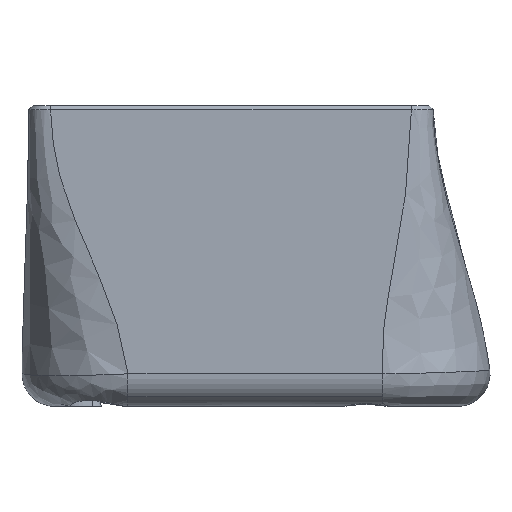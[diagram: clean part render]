
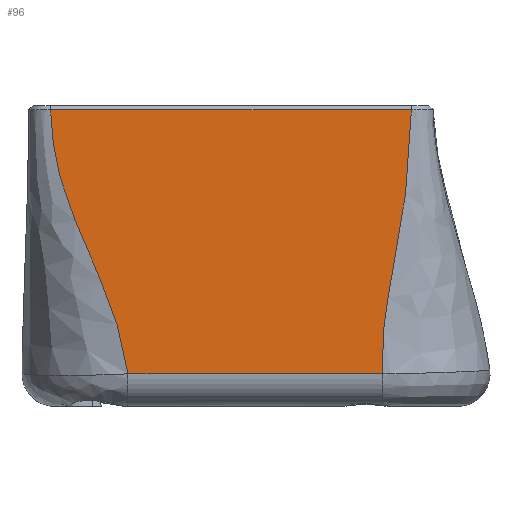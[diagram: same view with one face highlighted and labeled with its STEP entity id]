
A CAD part, left-side view. The second image highlights one B-rep face of the part: STEP entity #96.
In plain terms, the highlighted planar face has unit normal (-1, 0, 0).
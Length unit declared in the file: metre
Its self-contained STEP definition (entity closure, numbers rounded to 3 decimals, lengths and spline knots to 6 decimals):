
#96=ADVANCED_FACE('0:92',(#235),#236,.F.);
#235=FACE_OUTER_BOUND('',#8775,.T.);
#236=PLANE('',#8776);
#8775=EDGE_LOOP('',(#17788,#17789,#17790,#17791));
#8776=AXIS2_PLACEMENT_3D('',#17792,#17793,#17794);
#17788=ORIENTED_EDGE('',*,*,#18220,.F.);
#17789=ORIENTED_EDGE('',*,*,#18242,.F.);
#17790=ORIENTED_EDGE('',*,*,#18114,.F.);
#17791=ORIENTED_EDGE('',*,*,#18240,.F.);
#17792=CARTESIAN_POINT('',(-0.078,-0.0011,-0.117096));
#17793=DIRECTION('',(1.0,0.0,0.0));
#17794=DIRECTION('',(0.0,1.0,0.0));
#18114=EDGE_CURVE('0:383',#18377,#18379,#18380,.T.);
#18220=EDGE_CURVE('0:314',#18558,#18555,#18560,.T.);
#18240=EDGE_CURVE('0:374',#18555,#18377,#18592,.T.);
#18242=EDGE_CURVE('0:380',#18379,#18558,#18594,.T.);
#18377=VERTEX_POINT('',#19724);
#18379=VERTEX_POINT('',#19726);
#18380=LINE('',#19727,#19728);
#18555=VERTEX_POINT('',#20550);
#18558=VERTEX_POINT('',#20569);
#18560=LINE('',#20572,#20573);
#18592=B_SPLINE_CURVE_WITH_KNOTS('',3,(#21099,#21100,#21101,#21102,#21103,#21104,#21105,#21106,#21107,#21108,#21109,#21110,#21111,#21112,#21113,#21114,#21115,#21116,#21117,#21118,#21119,#21120,#21121,#21122,#21123,#21124),.UNSPECIFIED.,.F.,.F.,(4,2,2,2,2,2,2,2,2,2,2,2,4),(-0.029446,-0.028984,-0.028456,-0.0274,-0.023174,-0.018949,-0.014723,-0.010498,-0.008385,-0.006272,-0.004159,-0.003103,-0.002555),.UNSPECIFIED.);
#18594=B_SPLINE_CURVE_WITH_KNOTS('',3,(#21135,#21136,#21137,#21138,#21139,#21140,#21141,#21142,#21143,#21144,#21145,#21146,#21147,#21148,#21149,#21150,#21151,#21152,#21153,#21154),.UNSPECIFIED.,.F.,.F.,(4,2,2,2,2,2,2,2,2,4),(-0.027014,-0.023632,-0.019323,-0.017168,-0.015014,-0.010705,-0.006396,-0.004241,-0.002087,0.),.UNSPECIFIED.);
#19724=CARTESIAN_POINT('',(-0.078,-0.033759,-0.141846));
#19726=CARTESIAN_POINT('',(-0.078,-0.010246,-0.141846));
#19727=CARTESIAN_POINT('',(-0.078,-0.022225,-0.141846));
#19728=VECTOR('',#22151,1.0);
#20550=CARTESIAN_POINT('',(-0.078,-0.036399,-0.117496));
#20569=CARTESIAN_POINT('',(-0.078,-0.003104,-0.117496));
#20572=CARTESIAN_POINT('',(-0.078,-0.0023,-0.117496));
#20573=VECTOR('',#22315,1.0);
#21099=CARTESIAN_POINT('',(-0.078,-0.0364,-0.117096));
#21100=CARTESIAN_POINT('',(-0.078,-0.0364,-0.11725));
#21101=CARTESIAN_POINT('',(-0.078,-0.036399,-0.117404));
#21102=CARTESIAN_POINT('',(-0.078,-0.036397,-0.117735));
#21103=CARTESIAN_POINT('',(-0.078,-0.036395,-0.117911));
#21104=CARTESIAN_POINT('',(-0.078,-0.036386,-0.118439));
#21105=CARTESIAN_POINT('',(-0.078,-0.036377,-0.11879));
#21106=CARTESIAN_POINT('',(-0.078,-0.036319,-0.120542));
#21107=CARTESIAN_POINT('',(-0.078,-0.036225,-0.12192));
#21108=CARTESIAN_POINT('',(-0.078,-0.035954,-0.124627));
#21109=CARTESIAN_POINT('',(-0.078,-0.035774,-0.12595));
#21110=CARTESIAN_POINT('',(-0.078,-0.03536,-0.128542));
#21111=CARTESIAN_POINT('',(-0.078,-0.035126,-0.129812));
#21112=CARTESIAN_POINT('',(-0.078,-0.034666,-0.132324));
#21113=CARTESIAN_POINT('',(-0.078,-0.034442,-0.133565));
#21114=CARTESIAN_POINT('',(-0.078,-0.034157,-0.135404));
#21115=CARTESIAN_POINT('',(-0.078,-0.034066,-0.135998));
#21116=CARTESIAN_POINT('',(-0.078,-0.0339,-0.13714));
#21117=CARTESIAN_POINT('',(-0.078,-0.033825,-0.137688));
#21118=CARTESIAN_POINT('',(-0.078,-0.033726,-0.138853));
#21119=CARTESIAN_POINT('',(-0.078,-0.0337,-0.139457));
#21120=CARTESIAN_POINT('',(-0.078,-0.033711,-0.140498));
#21121=CARTESIAN_POINT('',(-0.078,-0.033722,-0.140866));
#21122=CARTESIAN_POINT('',(-0.078,-0.033743,-0.141443));
#21123=CARTESIAN_POINT('',(-0.078,-0.033751,-0.141642));
#21124=CARTESIAN_POINT('',(-0.078,-0.033759,-0.141846));
#21135=CARTESIAN_POINT('',(-0.078,-0.010246,-0.141846));
#21136=CARTESIAN_POINT('',(-0.078,-0.010099,-0.140734));
#21137=CARTESIAN_POINT('',(-0.078,-0.009878,-0.139633));
#21138=CARTESIAN_POINT('',(-0.078,-0.009252,-0.137219));
#21139=CARTESIAN_POINT('',(-0.078,-0.008812,-0.13593));
#21140=CARTESIAN_POINT('',(-0.078,-0.008083,-0.134066));
#21141=CARTESIAN_POINT('',(-0.078,-0.007829,-0.133453));
#21142=CARTESIAN_POINT('',(-0.078,-0.007309,-0.132215));
#21143=CARTESIAN_POINT('',(-0.078,-0.007044,-0.131589));
#21144=CARTESIAN_POINT('',(-0.078,-0.006248,-0.129723));
#21145=CARTESIAN_POINT('',(-0.078,-0.005716,-0.128506));
#21146=CARTESIAN_POINT('',(-0.078,-0.00474,-0.126114));
#21147=CARTESIAN_POINT('',(-0.078,-0.004297,-0.124916));
#21148=CARTESIAN_POINT('',(-0.078,-0.00377,-0.122896));
#21149=CARTESIAN_POINT('',(-0.078,-0.003617,-0.122188));
#21150=CARTESIAN_POINT('',(-0.078,-0.003365,-0.120711));
#21151=CARTESIAN_POINT('',(-0.078,-0.003267,-0.119943));
#21152=CARTESIAN_POINT('',(-0.078,-0.003135,-0.118488));
#21153=CARTESIAN_POINT('',(-0.078,-0.0031,-0.117797));
#21154=CARTESIAN_POINT('',(-0.078,-0.0031,-0.117096));
#22151=DIRECTION('',(0.0,1.0,0.0));
#22315=DIRECTION('',(0.0,-1.0,0.0));
